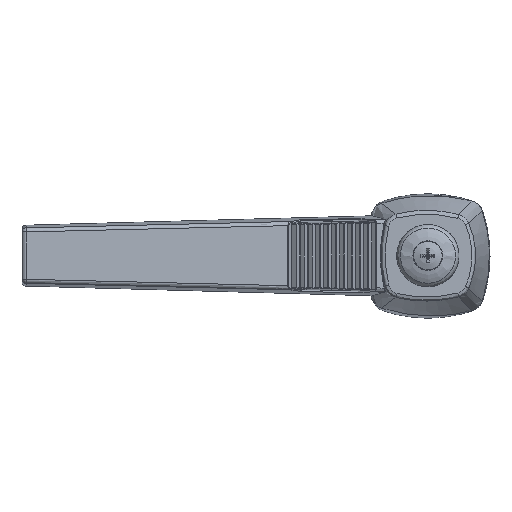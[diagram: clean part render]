
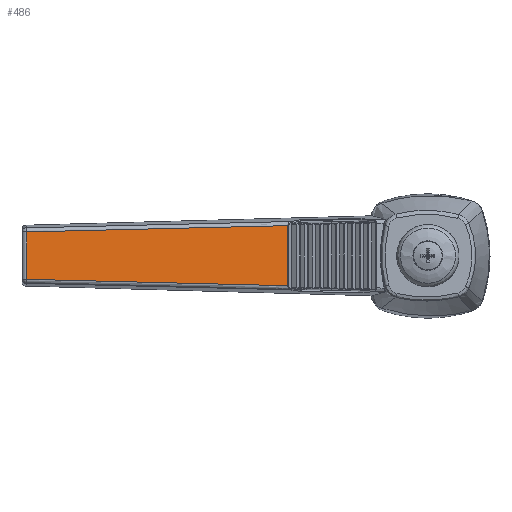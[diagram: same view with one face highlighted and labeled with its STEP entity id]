
A CAD part, top view. The second image highlights one B-rep face of the part: STEP entity #486.
In plain terms, the highlighted planar face has unit normal (0.167, 0, 0.986).
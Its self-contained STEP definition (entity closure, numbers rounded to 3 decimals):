
#486 = ADVANCED_FACE( '', ( #1228 ), #1229, .T. );
#1228 = FACE_OUTER_BOUND( '', #3801, .T. );
#1229 = PLANE( '', #3802 );
#3801 = EDGE_LOOP( '', ( #9998, #9999, #10000, #10001 ) );
#3802 = AXIS2_PLACEMENT_3D( '', #10002, #10003, #10004 );
#9998 = ORIENTED_EDGE( '', *, *, #12156, .T. );
#9999 = ORIENTED_EDGE( '', *, *, #12157, .T. );
#10000 = ORIENTED_EDGE( '', *, *, #12158, .T. );
#10001 = ORIENTED_EDGE( '', *, *, #11953, .T. );
#10002 = CARTESIAN_POINT( '', ( -7.346, 9., 38.229 ) );
#10003 = DIRECTION( '', ( 0.167, 0., 0.986 ) );
#10004 = DIRECTION( '', ( 0.986, 0., -0.167 ) );
#11953 = EDGE_CURVE( '', #13081, #13079, #13082, .F. );
#12156 = EDGE_CURVE( '', #13079, #13415, #13416, .T. );
#12157 = EDGE_CURVE( '', #13415, #13417, #13418, .T. );
#12158 = EDGE_CURVE( '', #13417, #13081, #13419, .T. );
#13079 = VERTEX_POINT( '', #14997 );
#13081 = VERTEX_POINT( '', #14999 );
#13082 = LINE( '', #15000, #15001 );
#13415 = VERTEX_POINT( '', #15695 );
#13416 = B_SPLINE_CURVE_WITH_KNOTS( '', 3, ( #15696, #15697, #15698, #15699, #15700, #15701, #15702, #15703 ), .UNSPECIFIED., .F., .F., ( 4, 2, 2, 4 ), ( 0., 0.016, 0.033, 0.066 ), .UNSPECIFIED. );
#13417 = VERTEX_POINT( '', #15704 );
#13418 = LINE( '', #15705, #15706 );
#13419 = B_SPLINE_CURVE_WITH_KNOTS( '', 3, ( #15707, #15708, #15709, #15710, #15711, #15712, #15713, #15714 ), .UNSPECIFIED., .F., .F., ( 4, 2, 2, 4 ), ( 0., 0.033, 0.049, 0.066 ), .UNSPECIFIED. );
#14997 = CARTESIAN_POINT( '', ( -99.183, -5.857, 53.802 ) );
#14999 = CARTESIAN_POINT( '', ( -99.183, 5.857, 53.802 ) );
#15000 = CARTESIAN_POINT( '', ( -99.183, -6.7, 53.802 ) );
#15001 = VECTOR( '', #18552, 1000. );
#15695 = CARTESIAN_POINT( '', ( -34.597, -7.427, 42.85 ) );
#15696 = CARTESIAN_POINT( '', ( -99.183, -5.857, 53.802 ) );
#15697 = CARTESIAN_POINT( '', ( -93.801, -5.986, 52.889 ) );
#15698 = CARTESIAN_POINT( '', ( -88.418, -6.116, 51.977 ) );
#15699 = CARTESIAN_POINT( '', ( -77.654, -6.377, 50.151 ) );
#15700 = CARTESIAN_POINT( '', ( -72.272, -6.508, 49.239 ) );
#15701 = CARTESIAN_POINT( '', ( -56.125, -6.901, 46.501 ) );
#15702 = CARTESIAN_POINT( '', ( -45.361, -7.163, 44.675 ) );
#15703 = CARTESIAN_POINT( '', ( -34.597, -7.427, 42.85 ) );
#15704 = CARTESIAN_POINT( '', ( -34.597, 7.427, 42.85 ) );
#15705 = CARTESIAN_POINT( '', ( -34.597, 9., 42.85 ) );
#15706 = VECTOR( '', #18840, 1000. );
#15707 = CARTESIAN_POINT( '', ( -34.597, 7.427, 42.85 ) );
#15708 = CARTESIAN_POINT( '', ( -45.361, 7.163, 44.675 ) );
#15709 = CARTESIAN_POINT( '', ( -56.125, 6.901, 46.501 ) );
#15710 = CARTESIAN_POINT( '', ( -72.272, 6.508, 49.239 ) );
#15711 = CARTESIAN_POINT( '', ( -77.654, 6.377, 50.151 ) );
#15712 = CARTESIAN_POINT( '', ( -88.418, 6.116, 51.977 ) );
#15713 = CARTESIAN_POINT( '', ( -93.801, 5.986, 52.889 ) );
#15714 = CARTESIAN_POINT( '', ( -99.183, 5.857, 53.802 ) );
#18552 = DIRECTION( '', ( 0., 1., 0. ) );
#18840 = DIRECTION( '', ( 0., 1., 0. ) );
